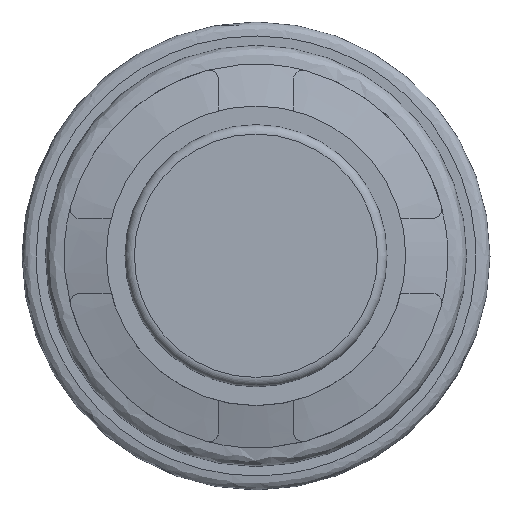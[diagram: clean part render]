
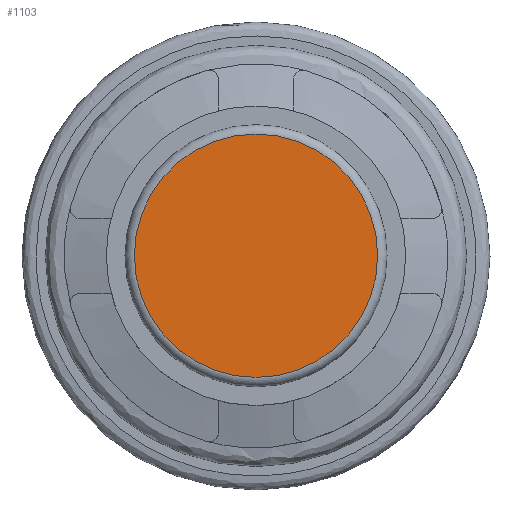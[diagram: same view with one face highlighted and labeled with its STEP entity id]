
A CAD part, top view. The second image highlights one B-rep face of the part: STEP entity #1103.
In plain terms, the highlighted planar face has unit normal (0, 0, 1).
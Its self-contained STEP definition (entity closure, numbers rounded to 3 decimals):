
#37=CIRCLE('',#1185,13.);
#81=PLANE('',#1191);
#137=FACE_OUTER_BOUND('',#206,.T.);
#206=EDGE_LOOP('',(#954));
#503=VERTEX_POINT('',#3697);
#657=EDGE_CURVE('',#503,#503,#37,.T.);
#954=ORIENTED_EDGE('',*,*,#657,.F.);
#1103=ADVANCED_FACE('',(#137),#81,.T.);
#1185=AXIS2_PLACEMENT_3D('',#3698,#1350,#1351);
#1191=AXIS2_PLACEMENT_3D('',#3708,#1363,#1364);
#1350=DIRECTION('center_axis',(0.,0.,-1.));
#1351=DIRECTION('ref_axis',(-1.,0.,0.));
#1363=DIRECTION('center_axis',(0.,0.,1.));
#1364=DIRECTION('ref_axis',(-1.,0.,0.));
#3697=CARTESIAN_POINT('',(-13.,0.,16.));
#3698=CARTESIAN_POINT('Origin',(0.,0.,16.));
#3708=CARTESIAN_POINT('Origin',(0.,0.,16.));
